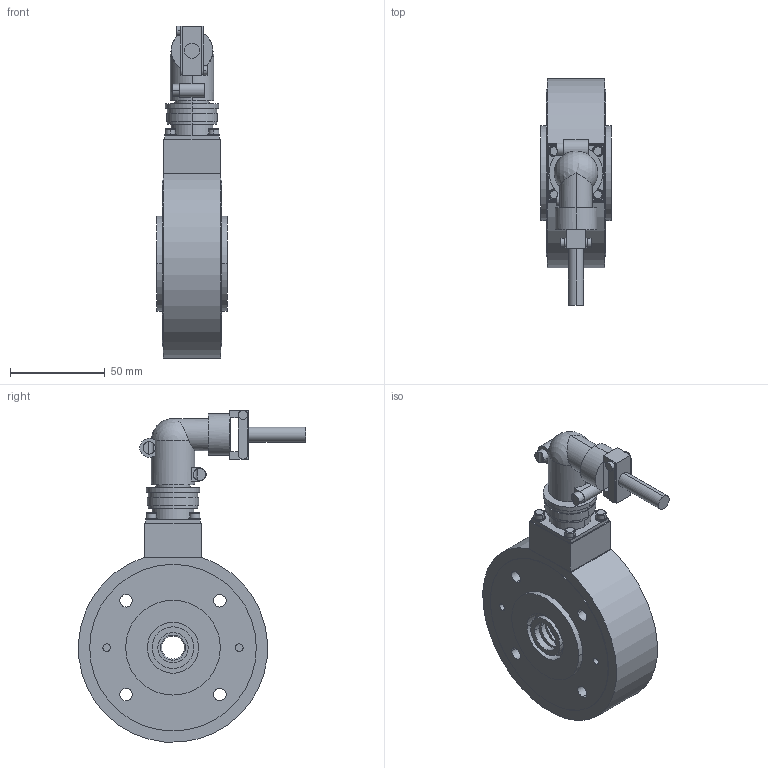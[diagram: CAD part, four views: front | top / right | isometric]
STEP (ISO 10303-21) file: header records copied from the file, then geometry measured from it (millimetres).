
FILE_DESCRIPTION((''),'2;1');
FILE_NAME('50077.stp','2007-09-21T11:23:31',(''),(''),'Mechanical Desktop 2007','Mechanical Desktop 2007',', , ');
FILE_SCHEMA(('CONFIG_CONTROL_DESIGN'));
Length unit declared in the file: millimetre
Products named in the file (26): L50077; L4866604; TEIL1AA; L48891; TEIL1A; L48892; TEIL1; L49026; TEIL1AAAAA; I-6KT_SCHRAUBE_M3X25A; I-6KT_SCHRAUBE_M3X25; FEDERRING_M3; FEDERRING_M3A; L4340301; TEIL1AAAA; I-6KT_SCHRAUBE_M5X25_NKA; I-6KT_SCHRAUBE_M5X25_NK; V_RING_V16A; V_RING_V16AA; PENDELKUGELLAGER_1201TVA; PENDELKUGELLAGER_1201TV; SICHERUNGSRINGV_J32A; SICHERUNGSRINGV_J32; FLANSCHDOSE_WINKEL_AMPH_4-POLIG; TEIL1AAA; RM_SDB
Assembly tree (36 placements, depth 3):
  L50077
    L4866604
      TEIL1AA
    L48891
      TEIL1A
    L48892
      TEIL1
    L49026
      TEIL1AAAAA
    I-6KT_SCHRAUBE_M3X25A  x4
      I-6KT_SCHRAUBE_M3X25
    FEDERRING_M3  x4
      FEDERRING_M3A
    L4340301  x2
      TEIL1AAAA
    I-6KT_SCHRAUBE_M5X25_NKA  x2
      I-6KT_SCHRAUBE_M5X25_NK
    V_RING_V16A  x2
      V_RING_V16AA
    PENDELKUGELLAGER_1201TVA
      PENDELKUGELLAGER_1201TV
    SICHERUNGSRINGV_J32A
      SICHERUNGSRINGV_J32
    FLANSCHDOSE_WINKEL_AMPH_4-POLIG
      TEIL1AAA
    RM_SDB  x3
Bounding box: 37.2 x 119.92 x 175.32 mm (x, y, z)
Volume: 275381.9 mm3; surface area: 99244.1 mm2
Topology: 21 solids, 21 shells, 403 faces, 972 edges, 641 vertices
Faces by surface type: cylinder 229, plane 125, cone 24, torus 20, bspline 4, sphere 1
Entity records: 10224 total; most frequent: CARTESIAN_POINT 2067, DIRECTION 1797, ORIENTED_EDGE 1476, AXIS2_PLACEMENT_3D 751, EDGE_CURVE 738, VERTEX_POINT 489, EDGE_LOOP 419, CIRCLE 416
